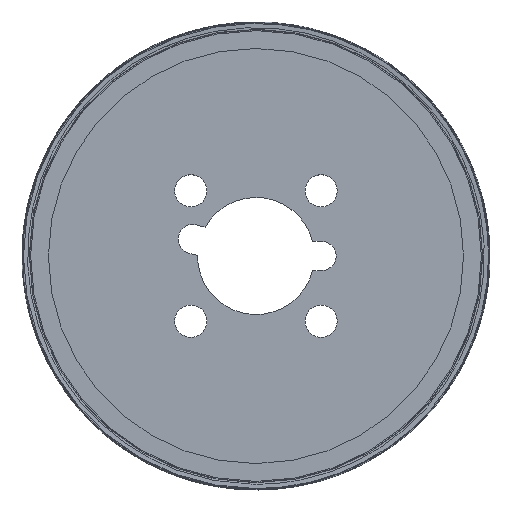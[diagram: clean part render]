
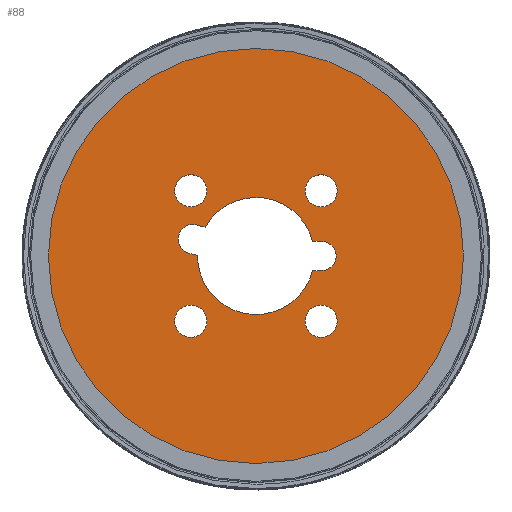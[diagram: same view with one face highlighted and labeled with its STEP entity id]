
A CAD part, top view. The second image highlights one B-rep face of the part: STEP entity #88.
In plain terms, the highlighted planar face has unit normal (0, 0, 1).
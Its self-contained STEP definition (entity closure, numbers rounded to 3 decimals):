
#88=ADVANCED_FACE('',(#167,#168,#169,#170,#171,#172),#123,.T.);
#123=PLANE('',#570);
#131=LINE('',#748,#149);
#132=LINE('',#752,#150);
#133=LINE('',#756,#151);
#134=LINE('',#760,#152);
#149=VECTOR('',#628,1.);
#150=VECTOR('',#631,1.);
#151=VECTOR('',#634,1.);
#152=VECTOR('',#637,1.);
#167=FACE_BOUND('',#229,.T.);
#168=FACE_BOUND('',#230,.T.);
#169=FACE_BOUND('',#231,.T.);
#170=FACE_BOUND('',#232,.T.);
#171=FACE_BOUND('',#233,.T.);
#172=FACE_BOUND('',#234,.T.);
#229=EDGE_LOOP('',(#299));
#230=EDGE_LOOP('',(#300));
#231=EDGE_LOOP('',(#301));
#232=EDGE_LOOP('',(#302));
#233=EDGE_LOOP('',(#303));
#234=EDGE_LOOP('',(#304,#305,#306,#307,#308,#309,#310,#311));
#299=ORIENTED_EDGE('',*,*,#453,.F.);
#300=ORIENTED_EDGE('',*,*,#454,.F.);
#301=ORIENTED_EDGE('',*,*,#455,.F.);
#302=ORIENTED_EDGE('',*,*,#456,.F.);
#303=ORIENTED_EDGE('',*,*,#457,.T.);
#304=ORIENTED_EDGE('',*,*,#458,.F.);
#305=ORIENTED_EDGE('',*,*,#459,.T.);
#306=ORIENTED_EDGE('',*,*,#460,.F.);
#307=ORIENTED_EDGE('',*,*,#461,.T.);
#308=ORIENTED_EDGE('',*,*,#462,.F.);
#309=ORIENTED_EDGE('',*,*,#463,.F.);
#310=ORIENTED_EDGE('',*,*,#464,.F.);
#311=ORIENTED_EDGE('',*,*,#465,.T.);
#407=VERTEX_POINT('',#736);
#408=VERTEX_POINT('',#738);
#409=VERTEX_POINT('',#740);
#410=VERTEX_POINT('',#742);
#411=VERTEX_POINT('',#744);
#412=VERTEX_POINT('',#746);
#413=VERTEX_POINT('',#747);
#414=VERTEX_POINT('',#749);
#415=VERTEX_POINT('',#751);
#416=VERTEX_POINT('',#753);
#417=VERTEX_POINT('',#755);
#418=VERTEX_POINT('',#757);
#419=VERTEX_POINT('',#759);
#453=EDGE_CURVE('',#407,#407,#507,.T.);
#454=EDGE_CURVE('',#408,#408,#508,.T.);
#455=EDGE_CURVE('',#409,#409,#509,.T.);
#456=EDGE_CURVE('',#410,#410,#510,.T.);
#457=EDGE_CURVE('',#411,#411,#511,.T.);
#458=EDGE_CURVE('',#412,#413,#512,.T.);
#459=EDGE_CURVE('',#412,#414,#131,.T.);
#460=EDGE_CURVE('',#415,#414,#513,.T.);
#461=EDGE_CURVE('',#415,#416,#132,.T.);
#462=EDGE_CURVE('',#417,#416,#514,.T.);
#463=EDGE_CURVE('',#418,#417,#133,.T.);
#464=EDGE_CURVE('',#419,#418,#515,.T.);
#465=EDGE_CURVE('',#419,#413,#134,.T.);
#507=CIRCLE('',#561,5.5);
#508=CIRCLE('',#562,5.5);
#509=CIRCLE('',#563,5.5);
#510=CIRCLE('',#564,5.5);
#511=CIRCLE('',#565,79.4);
#512=CIRCLE('',#566,5.);
#513=CIRCLE('',#567,20.004);
#514=CIRCLE('',#568,5.);
#515=CIRCLE('',#569,20.004);
#561=AXIS2_PLACEMENT_3D('',#735,#616,#617);
#562=AXIS2_PLACEMENT_3D('',#737,#618,#619);
#563=AXIS2_PLACEMENT_3D('',#739,#620,#621);
#564=AXIS2_PLACEMENT_3D('',#741,#622,#623);
#565=AXIS2_PLACEMENT_3D('',#743,#624,#625);
#566=AXIS2_PLACEMENT_3D('',#745,#626,#627);
#567=AXIS2_PLACEMENT_3D('',#750,#629,#630);
#568=AXIS2_PLACEMENT_3D('',#754,#632,#633);
#569=AXIS2_PLACEMENT_3D('',#758,#635,#636);
#570=AXIS2_PLACEMENT_3D('',#761,#638,#639);
#616=DIRECTION('',(0.,0.,1.));
#617=DIRECTION('',(0.,1.,0.));
#618=DIRECTION('',(0.,0.,1.));
#619=DIRECTION('',(0.,1.,0.));
#620=DIRECTION('',(0.,0.,1.));
#621=DIRECTION('',(0.,1.,0.));
#622=DIRECTION('',(0.,0.,1.));
#623=DIRECTION('',(0.,1.,0.));
#624=DIRECTION('',(0.,0.,1.));
#625=DIRECTION('',(-1.,0.,0.));
#626=DIRECTION('',(0.,0.,1.));
#627=DIRECTION('',(0.,1.,0.));
#628=DIRECTION('',(-1.,0.,0.));
#629=DIRECTION('',(0.,0.,1.));
#630=DIRECTION('',(0.,1.,0.));
#631=DIRECTION('',(-0.966,0.259,0.));
#632=DIRECTION('',(0.,0.,1.));
#633=DIRECTION('',(0.,1.,0.));
#634=DIRECTION('',(-0.966,0.259,0.));
#635=DIRECTION('',(0.,0.,1.));
#636=DIRECTION('',(0.,1.,0.));
#637=DIRECTION('',(1.,0.,0.));
#638=DIRECTION('',(0.,0.,1.));
#639=DIRECTION('',(0.,1.,0.));
#735=CARTESIAN_POINT('',(22.274,-22.274,0.));
#736=CARTESIAN_POINT('',(22.274,-16.774,0.));
#737=CARTESIAN_POINT('',(-22.274,-22.274,0.));
#738=CARTESIAN_POINT('',(-22.274,-16.774,0.));
#739=CARTESIAN_POINT('',(-22.274,22.274,0.));
#740=CARTESIAN_POINT('',(-22.274,27.774,0.));
#741=CARTESIAN_POINT('',(22.274,22.274,0.));
#742=CARTESIAN_POINT('',(22.274,27.774,0.));
#743=CARTESIAN_POINT('',(0.,0.,0.));
#744=CARTESIAN_POINT('',(-79.4,0.,0.));
#745=CARTESIAN_POINT('',(22.396,0.,0.));
#746=CARTESIAN_POINT('',(22.396,-5.,0.));
#747=CARTESIAN_POINT('',(22.396,5.,0.));
#748=CARTESIAN_POINT('',(0.,-5.,0.));
#749=CARTESIAN_POINT('',(19.369,-5.,0.));
#750=CARTESIAN_POINT('',(0.,0.,0.));
#751=CARTESIAN_POINT('',(-20.003,0.183,0.));
#752=CARTESIAN_POINT('',(-1.294,-4.83,0.));
#753=CARTESIAN_POINT('',(-22.927,0.967,0.));
#754=CARTESIAN_POINT('',(-21.633,5.797,0.));
#755=CARTESIAN_POINT('',(-20.339,10.626,0.));
#756=CARTESIAN_POINT('',(1.294,4.83,0.));
#757=CARTESIAN_POINT('',(-17.415,9.843,0.));
#758=CARTESIAN_POINT('',(0.,0.,0.));
#759=CARTESIAN_POINT('',(19.369,5.,0.));
#760=CARTESIAN_POINT('',(0.,5.,0.));
#761=CARTESIAN_POINT('',(0.,0.,0.));
